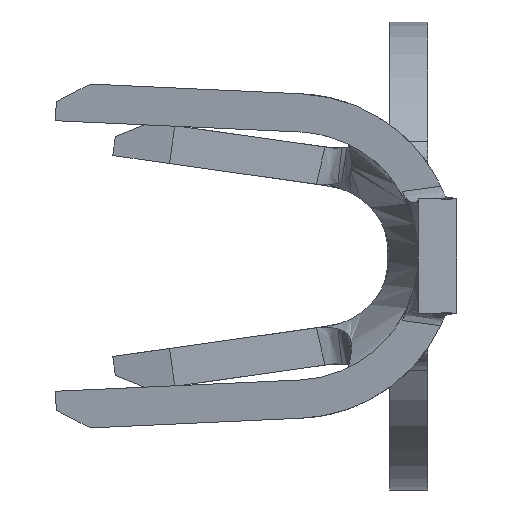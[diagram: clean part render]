
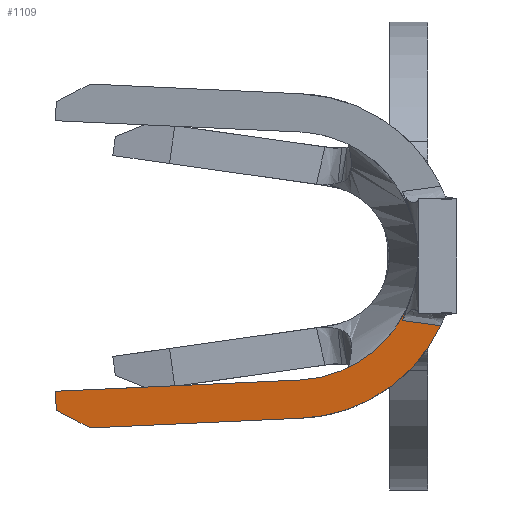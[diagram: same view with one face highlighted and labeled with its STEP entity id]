
A CAD part, left-side view. The second image highlights one B-rep face of the part: STEP entity #1109.
In plain terms, the highlighted planar face has unit normal (-0.99, 0.139, 0).
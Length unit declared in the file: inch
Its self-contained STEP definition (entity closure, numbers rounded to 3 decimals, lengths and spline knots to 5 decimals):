
#24 = EDGE_CURVE ( 'NONE', #4194, #757, #2339, .T. ) ;
#66 = EDGE_CURVE ( 'NONE', #3386, #3615, #4601, .T. ) ;
#77 = DIRECTION ( 'NONE',  ( 0.006, 0.046, 0.999 ) ) ;
#116 = FACE_OUTER_BOUND ( 'NONE', #1865, .T. ) ;
#124 = CARTESIAN_POINT ( 'NONE',  ( -0.32849, 0.19499, -0.07101 ) ) ;
#188 = VECTOR ( 'NONE', #4025, 39.37008 ) ;
#195 = VERTEX_POINT ( 'NONE', #257 ) ;
#229 = EDGE_CURVE ( 'NONE', #4194, #291, #936, .T. ) ;
#257 = CARTESIAN_POINT ( 'NONE',  ( -0.33105, 0.17678, -0.09 ) ) ;
#291 = VERTEX_POINT ( 'NONE', #4155 ) ;
#545 = EDGE_CURVE ( 'NONE', #3615, #983, #2875, .T. ) ;
#635 = CARTESIAN_POINT ( 'NONE',  ( -0.32849, 0.195, -0.07082 ) ) ;
#665 = VECTOR ( 'NONE', #77, 39.37008 ) ;
#757 = VERTEX_POINT ( 'NONE', #1090 ) ;
#759 = CARTESIAN_POINT ( 'NONE',  ( -0.35456, 0.00948, -0.02371 ) ) ;
#884 = CARTESIAN_POINT ( 'NONE',  ( -0.34682, 0.06453, -0.08484 ) ) ;
#936 = B_SPLINE_CURVE_WITH_KNOTS ( 'NONE', 3,
 ( #2940, #2969, #2864, #2830, #2837, #2708, #2653, #2639, #2609, #2514, #2570, #2530, #2508, #2499, #1967, #1886 ),
 .UNSPECIFIED., .F., .F.,
 ( 4, 3, 3, 3, 3, 4 ),
 ( 0., 0.00015, 0.00024, 0.00037, 0.0005, 0.00052 ),
 .UNSPECIFIED. ) ;
#983 = VERTEX_POINT ( 'NONE', #759 ) ;
#1090 = CARTESIAN_POINT ( 'NONE',  ( -0.3466, 0.0661, -0.08491 ) ) ;
#1109 = ADVANCED_FACE ( 'NONE', ( #116 ), #4113, .F. ) ;
#1152 = CARTESIAN_POINT ( 'NONE',  ( -0.35419, 0.01211, -0.03042 ) ) ;
#1255 = ORIENTED_EDGE ( 'NONE', *, *, #24, .F. ) ;
#1282 = CARTESIAN_POINT ( 'NONE',  ( -0.35684, -0.00677, -0.03648 ) ) ;
#1344 = ORIENTED_EDGE ( 'NONE', *, *, #229, .T. ) ;
#1354 = AXIS2_PLACEMENT_3D ( 'NONE', #3915, #3258, #2926 ) ;
#1364 = CARTESIAN_POINT ( 'NONE',  ( -0.35456, 0.00948, -0.02371 ) ) ;
#1399 = LINE ( 'NONE', #884, #4596 ) ;
#1421 = ORIENTED_EDGE ( 'NONE', *, *, #2041, .T. ) ;
#1431 = CARTESIAN_POINT ( 'NONE',  ( -0.34647, 0.06701, -0.06493 ) ) ;
#1711 = EDGE_CURVE ( 'NONE', #195, #3692, #3190, .T. ) ;
#1804 = CARTESIAN_POINT ( 'NONE',  ( -0.35018, 0.04061, -0.06372 ) ) ;
#1838 = LINE ( 'NONE', #124, #665 ) ;
#1865 = EDGE_LOOP ( 'NONE', ( #1255, #1344, #1421, #2573, #4651, #2007, #3183, #4604 ) ) ;
#1886 = CARTESIAN_POINT ( 'NONE',  ( -0.35401, 0.01342, -0.03378 ) ) ;
#1967 = CARTESIAN_POINT ( 'NONE',  ( -0.35405, 0.01308, -0.03384 ) ) ;
#2007 = ORIENTED_EDGE ( 'NONE', *, *, #2568, .F. ) ;
#2041 = EDGE_CURVE ( 'NONE', #291, #983, #2072, .T. ) ;
#2072 = B_SPLINE_CURVE_WITH_KNOTS ( 'NONE', 3,
 ( #3019, #1152, #2976, #2967 ),
 .UNSPECIFIED., .F., .F.,
 ( 4, 4 ),
 ( 0., 0.00028 ),
 .UNSPECIFIED. ) ;
#2339 =( BOUNDED_CURVE ( )  B_SPLINE_CURVE ( 3, ( #2934, #3155, #3109, #2914 ),
 .UNSPECIFIED., .F., .F. ) 
 B_SPLINE_CURVE_WITH_KNOTS ( ( 4, 4 ),
 ( 3.58516, 4.66644 ),
 .UNSPECIFIED. ) 
 CURVE ( )  GEOMETRIC_REPRESENTATION_ITEM ( )  RATIONAL_B_SPLINE_CURVE ( ( 1., 0.905, 0.905, 1. ) ) 
 REPRESENTATION_ITEM ( '' )  );
#2499 = CARTESIAN_POINT ( 'NONE',  ( -0.3541, 0.01274, -0.03389 ) ) ;
#2508 = CARTESIAN_POINT ( 'NONE',  ( -0.35415, 0.0124, -0.03394 ) ) ;
#2514 = CARTESIAN_POINT ( 'NONE',  ( -0.35483, 0.00754, -0.03465 ) ) ;
#2530 = CARTESIAN_POINT ( 'NONE',  ( -0.35438, 0.01078, -0.03419 ) ) ;
#2568 = EDGE_CURVE ( 'NONE', #3692, #3386, #1838, .T. ) ;
#2570 = CARTESIAN_POINT ( 'NONE',  ( -0.3546, 0.00916, -0.03442 ) ) ;
#2573 = ORIENTED_EDGE ( 'NONE', *, *, #545, .F. ) ;
#2609 = CARTESIAN_POINT ( 'NONE',  ( -0.35506, 0.00593, -0.03487 ) ) ;
#2639 = CARTESIAN_POINT ( 'NONE',  ( -0.35529, 0.00431, -0.03509 ) ) ;
#2653 = CARTESIAN_POINT ( 'NONE',  ( -0.35551, 0.00269, -0.0353 ) ) ;
#2708 = CARTESIAN_POINT ( 'NONE',  ( -0.35568, 0.00149, -0.03545 ) ) ;
#2716 = CARTESIAN_POINT ( 'NONE',  ( -0.3467, 0.06543, -0.06486 ) ) ;
#2721 = CARTESIAN_POINT ( 'NONE',  ( -0.35321, 0.01912, -0.04832 ) ) ;
#2806 = DIRECTION ( 'NONE',  ( -0.139, -0.989, 0.045 ) ) ;
#2830 = CARTESIAN_POINT ( 'NONE',  ( -0.35602, -0.00089, -0.03575 ) ) ;
#2837 = CARTESIAN_POINT ( 'NONE',  ( -0.35585, 0.0003, -0.0356 ) ) ;
#2864 = CARTESIAN_POINT ( 'NONE',  ( -0.35629, -0.00285, -0.03599 ) ) ;
#2875 =( BOUNDED_CURVE ( )  B_SPLINE_CURVE ( 3, ( #1431, #1804, #2721, #1364 ),
 .UNSPECIFIED., .F., .F. ) 
 B_SPLINE_CURVE_WITH_KNOTS ( ( 4, 4 ),
 ( 1.61675, 2.76828 ),
 .UNSPECIFIED. ) 
 CURVE ( )  GEOMETRIC_REPRESENTATION_ITEM ( )  RATIONAL_B_SPLINE_CURVE ( ( 1., 0.893, 0.893, 1. ) ) 
 REPRESENTATION_ITEM ( '' )  );
#2914 = CARTESIAN_POINT ( 'NONE',  ( -0.3466, 0.0661, -0.08491 ) ) ;
#2926 = DIRECTION ( 'NONE',  ( 0.139, 0.99, 0. ) ) ;
#2934 = CARTESIAN_POINT ( 'NONE',  ( -0.35684, -0.00677, -0.03648 ) ) ;
#2940 = CARTESIAN_POINT ( 'NONE',  ( -0.35684, -0.00677, -0.03648 ) ) ;
#2967 = CARTESIAN_POINT ( 'NONE',  ( -0.35456, 0.00948, -0.02371 ) ) ;
#2969 = CARTESIAN_POINT ( 'NONE',  ( -0.35657, -0.00481, -0.03623 ) ) ;
#2976 = CARTESIAN_POINT ( 'NONE',  ( -0.35438, 0.01079, -0.02707 ) ) ;
#3019 = CARTESIAN_POINT ( 'NONE',  ( -0.35401, 0.01342, -0.03378 ) ) ;
#3109 = CARTESIAN_POINT ( 'NONE',  ( -0.35113, 0.0339, -0.08343 ) ) ;
#3155 = CARTESIAN_POINT ( 'NONE',  ( -0.3549, 0.00706, -0.06559 ) ) ;
#3183 = ORIENTED_EDGE ( 'NONE', *, *, #1711, .F. ) ;
#3190 = LINE ( 'NONE', #4010, #188 ) ;
#3258 = DIRECTION ( 'NONE',  ( 0.99, -0.139, 0. ) ) ;
#3386 = VERTEX_POINT ( 'NONE', #635 ) ;
#3407 = EDGE_CURVE ( 'NONE', #757, #195, #1399, .T. ) ;
#3615 = VERTEX_POINT ( 'NONE', #3924 ) ;
#3692 = VERTEX_POINT ( 'NONE', #3749 ) ;
#3709 = VECTOR ( 'NONE', #2806, 39.37008 ) ;
#3749 = CARTESIAN_POINT ( 'NONE',  ( -0.32855, 0.19454, -0.08081 ) ) ;
#3915 = CARTESIAN_POINT ( 'NONE',  ( -0.32849, 0.195, -0.09 ) ) ;
#3924 = CARTESIAN_POINT ( 'NONE',  ( -0.34647, 0.06701, -0.06493 ) ) ;
#4010 = CARTESIAN_POINT ( 'NONE',  ( -0.329, 0.19133, -0.08247 ) ) ;
#4025 = DIRECTION ( 'NONE',  ( 0.124, 0.881, 0.456 ) ) ;
#4113 = PLANE ( 'NONE',  #1354 ) ;
#4155 = CARTESIAN_POINT ( 'NONE',  ( -0.35401, 0.01342, -0.03378 ) ) ;
#4194 = VERTEX_POINT ( 'NONE', #1282 ) ;
#4596 = VECTOR ( 'NONE', #4620, 39.37008 ) ;
#4601 = LINE ( 'NONE', #2716, #3709 ) ;
#4604 = ORIENTED_EDGE ( 'NONE', *, *, #3407, .F. ) ;
#4620 = DIRECTION ( 'NONE',  ( 0.139, 0.989, -0.045 ) ) ;
#4651 = ORIENTED_EDGE ( 'NONE', *, *, #66, .F. ) ;
